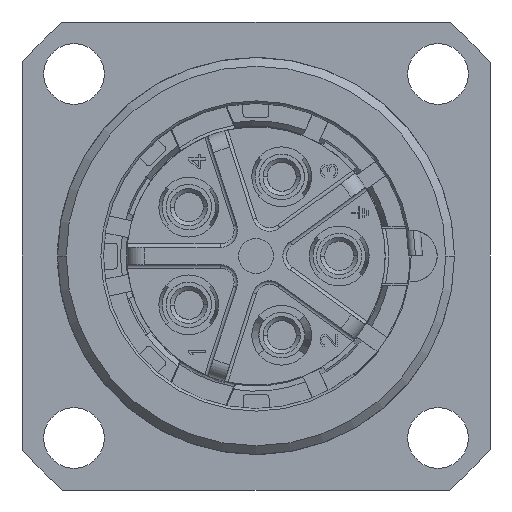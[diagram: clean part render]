
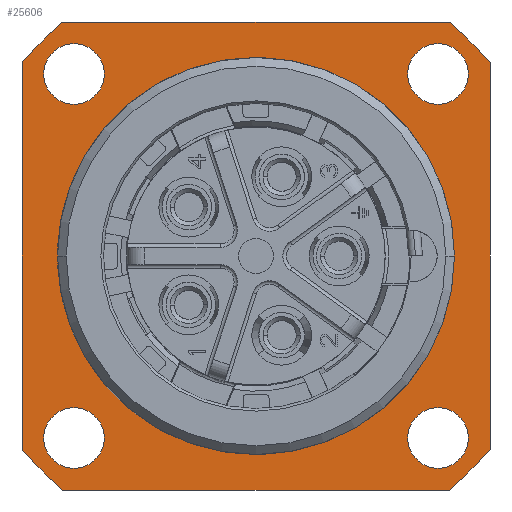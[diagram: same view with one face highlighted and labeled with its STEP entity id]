
A CAD part, left-side view. The second image highlights one B-rep face of the part: STEP entity #25606.
In plain terms, the highlighted planar face has unit normal (-1, 0, 0).
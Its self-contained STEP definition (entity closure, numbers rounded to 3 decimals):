
#7440=CARTESIAN_POINT('',(5.6,0.,0.));
#7441=DIRECTION('',(-1.,0.,0.));
#7442=DIRECTION('',(0.,0.998,-0.061));
#7443=AXIS2_PLACEMENT_3D('',#7440,#7441,#7442);
#7458=DIRECTION('',(0.,1.,0.));
#7459=VECTOR('',#7458,0.19);
#7460=CARTESIAN_POINT('',(5.6,11.239,-0.7));
#7461=LINE('1634',#7460,#7459);
#7475=DIRECTION('',(0.,1.,0.));
#7476=VECTOR('',#7475,0.19);
#7477=CARTESIAN_POINT('',(5.6,11.239,0.7));
#7478=LINE('1633',#7477,#7476);
#7491=DIRECTION('',(0.,0.,1.));
#7492=VECTOR('',#7491,22.271);
#7493=CARTESIAN_POINT('',(5.6,-13.5,-11.136));
#7494=LINE('1480',#7493,#7492);
#7495=CARTESIAN_POINT('',(5.6,0.,0.));
#7496=DIRECTION('',(-1.,0.,0.));
#7497=DIRECTION('',(0.,-0.636,-0.771));
#7498=AXIS2_PLACEMENT_3D('',#7495,#7496,#7497);
#7500=DIRECTION('',(0.,-1.,0.));
#7501=VECTOR('',#7500,22.271);
#7502=CARTESIAN_POINT('',(5.6,11.136,-13.5));
#7503=LINE('1482',#7502,#7501);
#7504=CARTESIAN_POINT('',(5.6,0.,0.));
#7505=DIRECTION('',(-1.,0.,0.));
#7506=DIRECTION('',(0.,0.771,-0.636));
#7507=AXIS2_PLACEMENT_3D('',#7504,#7505,#7506);
#7509=DIRECTION('',(0.,0.,-1.));
#7510=VECTOR('',#7509,22.271);
#7511=CARTESIAN_POINT('',(5.6,13.5,11.136));
#7512=LINE('1484',#7511,#7510);
#7513=CARTESIAN_POINT('',(5.6,0.,0.));
#7514=DIRECTION('',(-1.,0.,0.));
#7515=DIRECTION('',(0.,0.636,0.771));
#7516=AXIS2_PLACEMENT_3D('',#7513,#7514,#7515);
#7518=DIRECTION('',(0.,1.,0.));
#7519=VECTOR('',#7518,22.271);
#7520=CARTESIAN_POINT('',(5.6,-11.136,13.5));
#7521=LINE('1486',#7520,#7519);
#7522=CARTESIAN_POINT('',(5.6,0.,0.));
#7523=DIRECTION('',(-1.,0.,0.));
#7524=DIRECTION('',(0.,-0.771,0.636));
#7525=AXIS2_PLACEMENT_3D('',#7522,#7523,#7524);
#7527=CARTESIAN_POINT('',(5.6,10.5,10.5));
#7528=DIRECTION('',(1.,0.,0.));
#7529=DIRECTION('',(0.,1.,0.));
#7530=AXIS2_PLACEMENT_3D('',#7527,#7528,#7529);
#7532=CARTESIAN_POINT('',(5.6,10.5,10.5));
#7533=DIRECTION('',(1.,0.,0.));
#7534=DIRECTION('',(0.,-1.,0.));
#7535=AXIS2_PLACEMENT_3D('',#7532,#7533,#7534);
#7537=CARTESIAN_POINT('',(5.6,10.5,-10.5));
#7538=DIRECTION('',(1.,0.,0.));
#7539=DIRECTION('',(0.,1.,0.));
#7540=AXIS2_PLACEMENT_3D('',#7537,#7538,#7539);
#7542=CARTESIAN_POINT('',(5.6,10.5,-10.5));
#7543=DIRECTION('',(1.,0.,0.));
#7544=DIRECTION('',(0.,-1.,0.));
#7545=AXIS2_PLACEMENT_3D('',#7542,#7543,#7544);
#7547=CARTESIAN_POINT('',(5.6,-10.5,-10.5));
#7548=DIRECTION('',(1.,0.,0.));
#7549=DIRECTION('',(0.,1.,0.));
#7550=AXIS2_PLACEMENT_3D('',#7547,#7548,#7549);
#7552=CARTESIAN_POINT('',(5.6,-10.5,-10.5));
#7553=DIRECTION('',(1.,0.,0.));
#7554=DIRECTION('',(0.,-1.,0.));
#7555=AXIS2_PLACEMENT_3D('',#7552,#7553,#7554);
#7557=CARTESIAN_POINT('',(5.6,-10.5,10.5));
#7558=DIRECTION('',(1.,0.,0.));
#7559=DIRECTION('',(0.,1.,0.));
#7560=AXIS2_PLACEMENT_3D('',#7557,#7558,#7559);
#7562=CARTESIAN_POINT('',(5.6,-10.5,10.5));
#7563=DIRECTION('',(1.,0.,0.));
#7564=DIRECTION('',(0.,-1.,0.));
#7565=AXIS2_PLACEMENT_3D('',#7562,#7563,#7564);
#7567=DIRECTION('',(0.,0.,-1.));
#7568=VECTOR('',#7567,1.4);
#7569=CARTESIAN_POINT('',(5.6,11.239,0.7));
#7570=LINE('1632',#7569,#7568);
#10707=CARTESIAN_POINT('',(5.6,0.,0.));
#10708=DIRECTION('',(-1.,0.,0.));
#10709=DIRECTION('',(0.,-1.,0.));
#10710=AXIS2_PLACEMENT_3D('',#10707,#10708,#10709);
#10803=CARTESIAN_POINT('',(5.6,-13.5,-11.136));
#10804=CARTESIAN_POINT('',(5.6,-13.5,11.136));
#10805=VERTEX_POINT('',#10803);
#10806=VERTEX_POINT('',#10804);
#10807=CARTESIAN_POINT('',(5.6,-11.136,-13.5));
#10808=VERTEX_POINT('',#10807);
#10809=CARTESIAN_POINT('',(5.6,11.136,-13.5));
#10810=VERTEX_POINT('',#10809);
#10811=CARTESIAN_POINT('',(5.6,13.5,-11.136));
#10812=VERTEX_POINT('',#10811);
#10813=CARTESIAN_POINT('',(5.6,13.5,11.136));
#10814=VERTEX_POINT('',#10813);
#10815=CARTESIAN_POINT('',(5.6,11.136,13.5));
#10816=VERTEX_POINT('',#10815);
#10817=CARTESIAN_POINT('',(5.6,-11.136,13.5));
#10818=VERTEX_POINT('',#10817);
#10827=CARTESIAN_POINT('',(5.6,-11.45,0.));
#10828=VERTEX_POINT('',#10827);
#10833=CARTESIAN_POINT('',(5.6,12.25,10.5));
#10834=CARTESIAN_POINT('',(5.6,8.75,10.5));
#10835=VERTEX_POINT('',#10833);
#10836=VERTEX_POINT('',#10834);
#10841=CARTESIAN_POINT('',(5.6,12.25,-10.5));
#10842=CARTESIAN_POINT('',(5.6,8.75,-10.5));
#10843=VERTEX_POINT('',#10841);
#10844=VERTEX_POINT('',#10842);
#10849=CARTESIAN_POINT('',(5.6,-8.75,-10.5));
#10850=CARTESIAN_POINT('',(5.6,-12.25,-10.5));
#10851=VERTEX_POINT('',#10849);
#10852=VERTEX_POINT('',#10850);
#10857=CARTESIAN_POINT('',(5.6,-8.75,10.5));
#10858=CARTESIAN_POINT('',(5.6,-12.25,10.5));
#10859=VERTEX_POINT('',#10857);
#10860=VERTEX_POINT('',#10858);
#10914=CARTESIAN_POINT('',(5.6,11.429,0.7));
#10916=VERTEX_POINT('',#10914);
#10918=CARTESIAN_POINT('',(5.6,11.429,-0.7));
#10920=VERTEX_POINT('',#10918);
#10962=CARTESIAN_POINT('',(5.6,11.239,0.7));
#10963=CARTESIAN_POINT('',(5.6,11.239,-0.7));
#10964=VERTEX_POINT('',#10962);
#10965=VERTEX_POINT('',#10963);
#25551=CARTESIAN_POINT('',(5.6,0.,0.));
#25552=DIRECTION('',(1.,0.,0.));
#25553=DIRECTION('',(0.,0.,-1.));
#25554=AXIS2_PLACEMENT_3D('',#25551,#25552,#25553);
#25555=PLANE('273',#25554);
#25557=ORIENTED_EDGE('1480',*,*,#25556,.F.);
#25559=ORIENTED_EDGE('1481',*,*,#25558,.F.);
#25561=ORIENTED_EDGE('1482',*,*,#25560,.F.);
#25563=ORIENTED_EDGE('1483',*,*,#25562,.F.);
#25565=ORIENTED_EDGE('1484',*,*,#25564,.F.);
#25567=ORIENTED_EDGE('1485',*,*,#25566,.F.);
#25569=ORIENTED_EDGE('1486',*,*,#25568,.F.);
#25571=ORIENTED_EDGE('1487',*,*,#25570,.F.);
#25572=EDGE_LOOP('273',(#25557,#25559,#25561,#25563,#25565,#25567,#25569,
#25571));
#25573=FACE_OUTER_BOUND('273',#25572,.F.);
#25575=ORIENTED_EDGE('1503',*,*,#25574,.F.);
#25577=ORIENTED_EDGE('1504',*,*,#25576,.F.);
#25578=EDGE_LOOP('273',(#25575,#25577));
#25579=FACE_BOUND('273',#25578,.F.);
#25581=ORIENTED_EDGE('1509',*,*,#25580,.F.);
#25583=ORIENTED_EDGE('1510',*,*,#25582,.F.);
#25584=EDGE_LOOP('273',(#25581,#25583));
#25585=FACE_BOUND('273',#25584,.F.);
#25587=ORIENTED_EDGE('1515',*,*,#25586,.F.);
#25589=ORIENTED_EDGE('1516',*,*,#25588,.F.);
#25590=EDGE_LOOP('273',(#25587,#25589));
#25591=FACE_BOUND('273',#25590,.F.);
#25593=ORIENTED_EDGE('1521',*,*,#25592,.F.);
#25595=ORIENTED_EDGE('1522',*,*,#25594,.F.);
#25596=EDGE_LOOP('273',(#25593,#25595));
#25597=FACE_BOUND('273',#25596,.F.);
#25598=ORIENTED_EDGE('1632',*,*,#25538,.T.);
#25599=ORIENTED_EDGE('1634',*,*,#25469,.T.);
#25600=ORIENTED_EDGE('1579',*,*,#25445,.T.);
#25602=ORIENTED_EDGE('1578',*,*,#25601,.T.);
#25603=ORIENTED_EDGE('1633',*,*,#25513,.F.);
#25604=EDGE_LOOP('273',(#25598,#25599,#25600,#25602,#25603));
#25605=FACE_BOUND('273',#25604,.F.);
#7444=CIRCLE('1579',#7443,11.45);
#7499=CIRCLE('1481',#7498,17.5);
#7508=CIRCLE('1483',#7507,17.5);
#7517=CIRCLE('1485',#7516,17.5);
#7526=CIRCLE('1487',#7525,17.5);
#7531=CIRCLE('1503',#7530,1.75);
#7536=CIRCLE('1504',#7535,1.75);
#7541=CIRCLE('1509',#7540,1.75);
#7546=CIRCLE('1510',#7545,1.75);
#7551=CIRCLE('1515',#7550,1.75);
#7556=CIRCLE('1516',#7555,1.75);
#7561=CIRCLE('1521',#7560,1.75);
#7566=CIRCLE('1522',#7565,1.75);
#10711=CIRCLE('1578',#10710,11.45);
#25445=EDGE_CURVE('1579',#10920,#10828,#7444,.T.);
#25469=EDGE_CURVE('1634',#10965,#10920,#7461,.T.);
#25513=EDGE_CURVE('1633',#10964,#10916,#7478,.T.);
#25538=EDGE_CURVE('1632',#10964,#10965,#7570,.T.);
#25556=EDGE_CURVE('1480',#10805,#10806,#7494,.T.);
#25558=EDGE_CURVE('1481',#10808,#10805,#7499,.T.);
#25560=EDGE_CURVE('1482',#10810,#10808,#7503,.T.);
#25562=EDGE_CURVE('1483',#10812,#10810,#7508,.T.);
#25564=EDGE_CURVE('1484',#10814,#10812,#7512,.T.);
#25566=EDGE_CURVE('1485',#10816,#10814,#7517,.T.);
#25568=EDGE_CURVE('1486',#10818,#10816,#7521,.T.);
#25570=EDGE_CURVE('1487',#10806,#10818,#7526,.T.);
#25574=EDGE_CURVE('1503',#10835,#10836,#7531,.T.);
#25576=EDGE_CURVE('1504',#10836,#10835,#7536,.T.);
#25580=EDGE_CURVE('1509',#10843,#10844,#7541,.T.);
#25582=EDGE_CURVE('1510',#10844,#10843,#7546,.T.);
#25586=EDGE_CURVE('1515',#10851,#10852,#7551,.T.);
#25588=EDGE_CURVE('1516',#10852,#10851,#7556,.T.);
#25592=EDGE_CURVE('1521',#10859,#10860,#7561,.T.);
#25594=EDGE_CURVE('1522',#10860,#10859,#7566,.T.);
#25601=EDGE_CURVE('1578',#10828,#10916,#10711,.T.);
#25606=ADVANCED_FACE('273',(#25573,#25579,#25585,#25591,#25597,#25605),#25555,
.F.);
